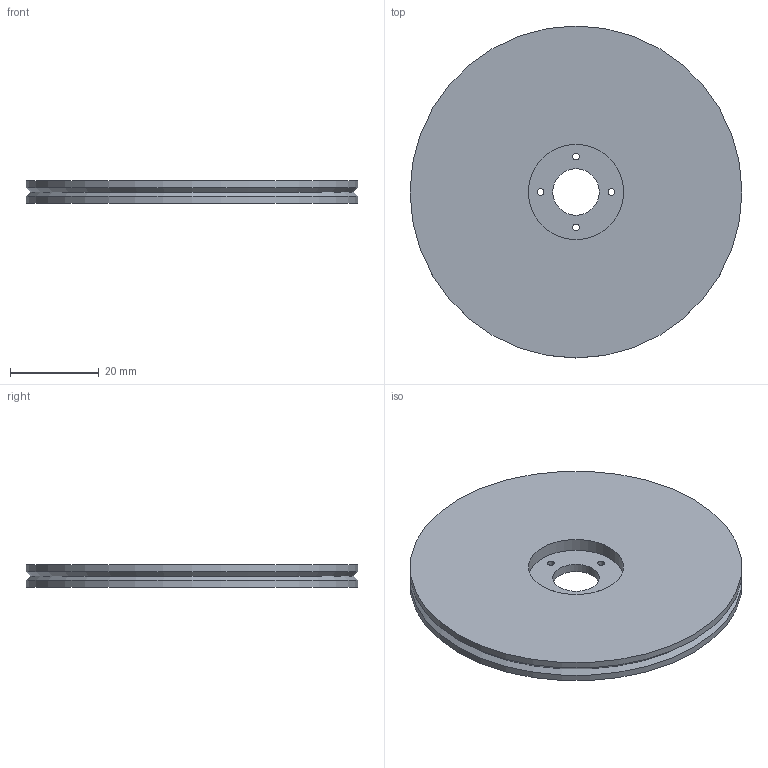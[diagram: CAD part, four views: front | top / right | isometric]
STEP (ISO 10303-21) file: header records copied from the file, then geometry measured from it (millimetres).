
FILE_DESCRIPTION(/* description */ ('STEP AP214'),/* implementation_level */ '2;1');
FILE_NAME(/* name */ '6149e1ab88ae966c22056c68',/* time_stamp */ '2021-09-21T13:44:12+00:00',/* author */ (''),/* organization */ (''),/* preprocessor_version */ 'ST-DEVELOPER v18.1',/* originating_system */ ' ',/* authorisation */ ' ');
FILE_SCHEMA (('AUTOMOTIVE_DESIGN {1 0 10303 214 3 1 1}'));
Length unit declared in the file: metre
Products named in the file (1): Part 1
Bounding box: 75 x 75 x 5 mm (x, y, z)
Volume: 20579.3 mm3; surface area: 10319.1 mm2
Topology: 1 solids, 1 shells, 13 faces, 31 edges, 21 vertices
Faces by surface type: cylinder 8, plane 3, cone 2
Full cylindrical faces by diameter (mm): 1.5 x4, 10.5 x1, 21.5 x1, 75 x2
Entity records: 354 total; most frequent: DIRECTION 62, CARTESIAN_POINT 48, ORIENTED_EDGE 34, EDGE_LOOP 34, FACE_BOUND 34, AXIS2_PLACEMENT_3D 31, EDGE_CURVE 17, VERTEX_POINT 17
